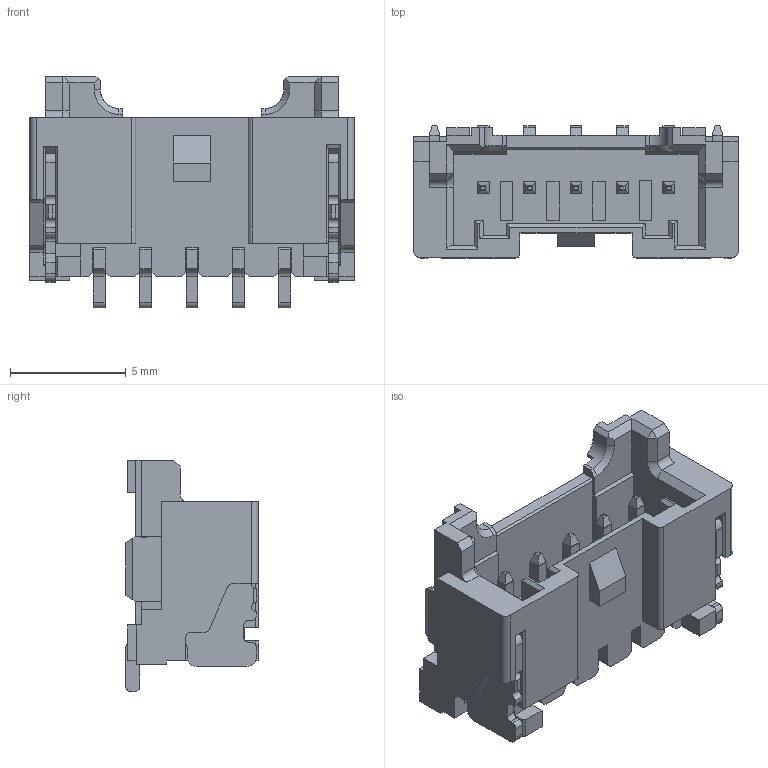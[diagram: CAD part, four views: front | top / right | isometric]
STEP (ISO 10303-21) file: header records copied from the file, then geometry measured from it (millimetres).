
FILE_DESCRIPTION( ('This file contains a STEP AP42 implementation' ,'as created by ZW3D STEP Interface translator.') ,'2;1' );
FILE_NAME( 'WF2018-WZH05XX1.stp' ,'22 9 2.11 551', (''), ('ZWCAD Software Co.'), 'Version 1.0', 'ZW3D to STEP translator', '' );
FILE_SCHEMA(('AUTOMOTIVE_DESIGN { 1 0 10303 214 1 1 1 1 }'));
Length unit declared in the file: millimetre
Products named in the file (2): 0; WF2018-WZH05XX1
Bounding box: 14 x 5.7 x 10 mm (x, y, z)
Volume: 303.6 mm3; surface area: 928 mm2
Topology: 1 solids, 1 shells, 889 faces, 2506 edges, 1568 vertices
Faces by surface type: plane 694, cylinder 183, bspline 8, cone 4
Entity records: 29418 total; most frequent: CARTESIAN_POINT 5326, ORIENTED_EDGE 5034, DIRECTION 4587, EDGE_CURVE 2517, VECTOR 2125, LINE 2125, VERTEX_POINT 1578, AXIS2_PLACEMENT_3D 1231
